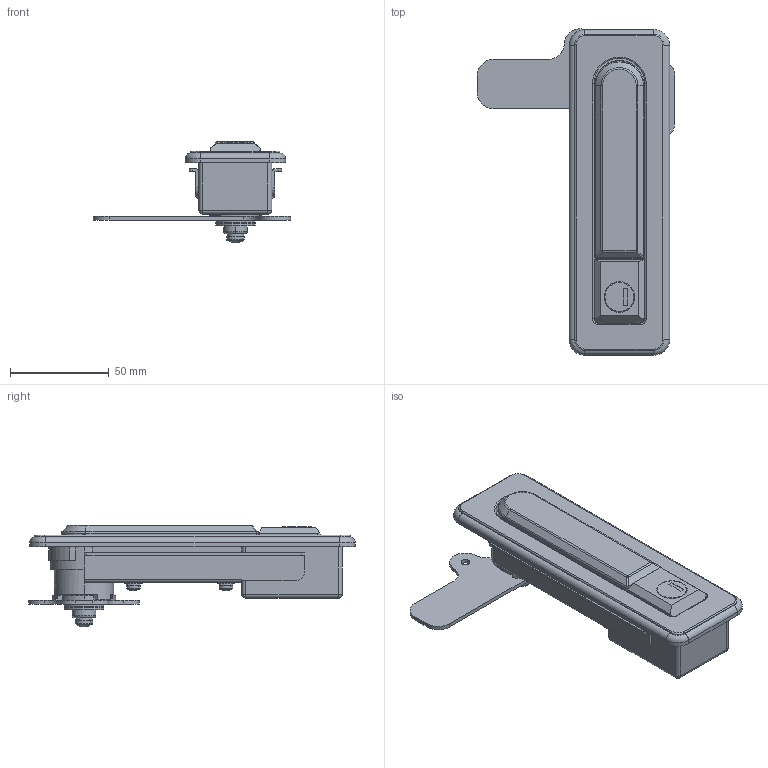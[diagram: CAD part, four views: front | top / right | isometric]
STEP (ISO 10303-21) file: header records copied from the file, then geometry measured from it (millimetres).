
FILE_DESCRIPTION (( 'STEP AP203' ), '1' );
FILE_NAME ('A-1950-A-2-TAK60.STEP', '2019-07-25T06:36:34', ( '' ), ( '' ), 'SwSTEP 2.0', 'SolidWorks 2014', '' );
FILE_SCHEMA (( 'CONFIG_CONTROL_DESIGN' ));
Length unit declared in the file: millimetre
Products named in the file (16): A-1950-A-2-TAK60_ハンドル_; TAK60-2_公開用_TAK60-2-0; A-1950-A-2-TAK60_十字穴付小ねじ_内径基準ver1.02__M4x12十字穴付なべ小ねじ(SUS)ダブルセムス(P3); A-1950-A-2-TAK60_座金_; A-1950-A-2-TAK60_取付け本体_; A-1950-A-2-TAK60_ワッシャー_; A-1950-A-2-TAK60_回転軸_; A-1950-A-2-TAK60_パッキン_; A-1950-A-2-TAK60; A-1950-A-2-TAK60_取付板_; A-1950-A-2-TAK60_取付け金具_; A-1950-A-2-TAK60_ローターケース_; A-1950-A-2-TAK60_十字穴付小ねじ_内径基準ver1.02__M5x15十字穴付なべ小ねじ(SUS)SWシングルセムス(P2); A-1950-A-2-TAK60_ストッパー_; A-1950-A-2-TAK60_取付け飾りパネル_; A-1950-A-2-TAK60_オワンワッシャー_
Assembly tree (17 placements, depth 2):
  A-1950-A-2-TAK60
    A-1950-A-2-TAK60_パッキン_
    A-1950-A-2-TAK60_取付け飾りパネル_
    A-1950-A-2-TAK60_取付け本体_
    A-1950-A-2-TAK60_取付け金具_
    A-1950-A-2-TAK60_ハンドル_
    A-1950-A-2-TAK60_ローターケース_
    TAK60-2_公開用_TAK60-2-0
    A-1950-A-2-TAK60_回転軸_
    A-1950-A-2-TAK60_ストッパー_
    A-1950-A-2-TAK60_座金_  x2
    A-1950-A-2-TAK60_取付板_
    A-1950-A-2-TAK60_オワンワッシャー_
    A-1950-A-2-TAK60_ワッシャー_
    A-1950-A-2-TAK60_十字穴付小ねじ_内径基準ver1.02__M5x15十字穴付なべ小ねじ(SUS)SWシングルセムス(P2)
    A-1950-A-2-TAK60_十字穴付小ねじ_内径基準ver1.02__M4x12十字穴付なべ小ねじ(SUS)ダブルセムス(P3)  x2
Bounding box: 100 x 165.5 x 51.56 mm (x, y, z)
Volume: 88379.3 mm3; surface area: 114884.3 mm2
Topology: 17 solids, 17 shells, 821 faces, 2080 edges, 1329 vertices
Faces by surface type: plane 420, cylinder 307, torus 55, cone 25, sphere 10, bspline 4
Entity records: 25260 total; most frequent: CARTESIAN_POINT 4403, DIRECTION 4194, ORIENTED_EDGE 3878, EDGE_CURVE 1939, AXIS2_PLACEMENT_3D 1530, VERTEX_POINT 1243, VECTOR 1134, LINE 1134
